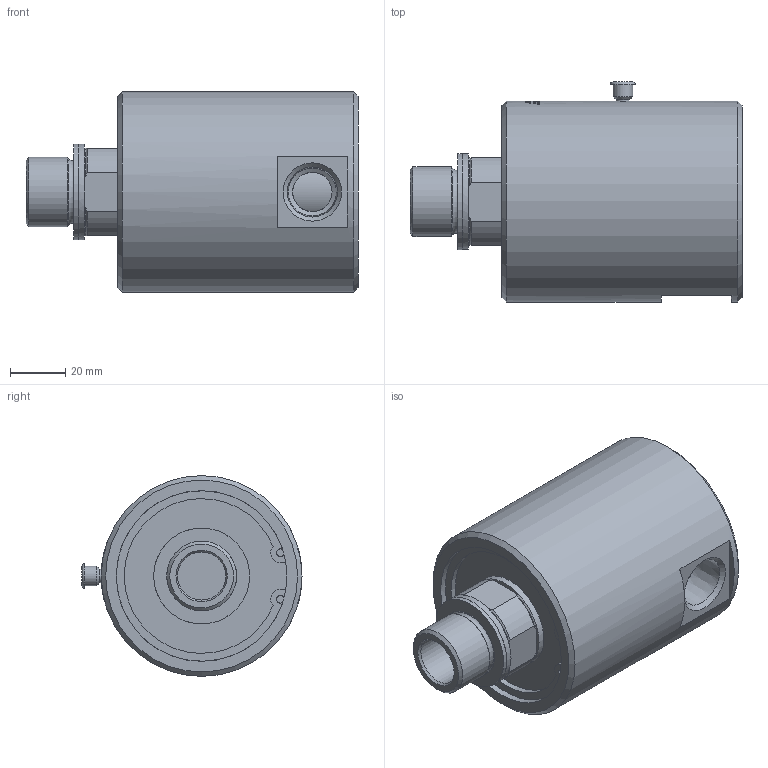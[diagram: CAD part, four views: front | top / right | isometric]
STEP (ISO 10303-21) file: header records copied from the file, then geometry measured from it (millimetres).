
FILE_DESCRIPTION(/* description */ (''),/* implementation_level */ '2;1');
FILE_NAME(/* name */ '2200-000-027-IC.stp',/* time_stamp */ '2020-05-21T09:11:22-05:00',/* author */ ('manton'),/* organization */ (''),/* preprocessor_version */ 'ST-DEVELOPER v18',/* originating_system */ 'Autodesk Inventor 2020',/* authorisation */ '');
FILE_SCHEMA (('AUTOMOTIVE_DESIGN { 1 0 10303 214 3 1 1 }'));
Products named in the file (1): 2200-000-027-IC
Bounding box: 120.72 x 80.01 x 73 mm (x, y, z)
Volume: 365160.4 mm3; surface area: 36175.5 mm2
Topology: 1 solids, 1 shells, 375 faces, 982 edges, 651 vertices
Faces by surface type: bspline 185, plane 99, cylinder 57, cone 32, torus 2
Full cylindrical faces by diameter (mm): 2.794 x2, 4.763 x1, 7.144 x1, 14.3 x1, 17.475 x1, 17.5 x1, 25.356 x1, 25.4 x1, 34.8 x2, 34.9 x1, 62.05 x1, 73 x1
Entity records: 56382 total; most frequent: CARTESIAN_POINT 47908, ORIENTED_EDGE 1964, DIRECTION 1309, EDGE_CURVE 982, VERTEX_POINT 651, AXIS2_PLACEMENT_3D 483, EDGE_LOOP 417, FACE_OUTER_BOUND 375
